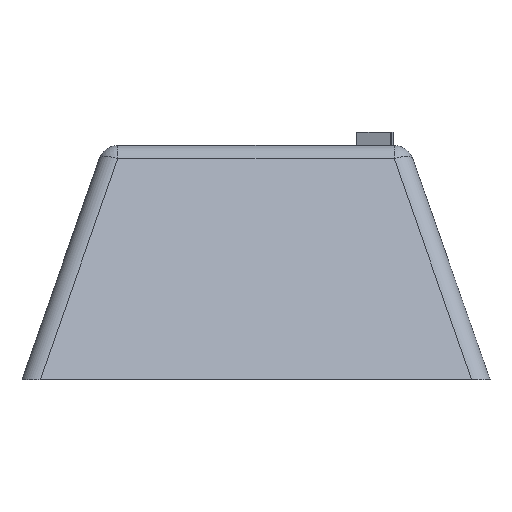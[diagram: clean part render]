
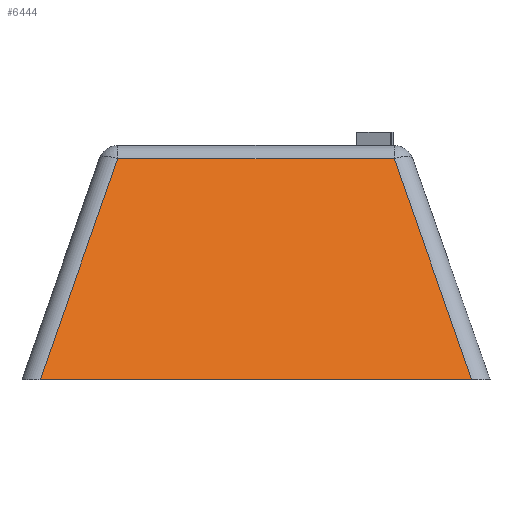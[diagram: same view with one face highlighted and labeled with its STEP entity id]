
A CAD part, left-side view. The second image highlights one B-rep face of the part: STEP entity #6444.
In plain terms, the highlighted planar face has unit normal (-0.944, 0, 0.33).
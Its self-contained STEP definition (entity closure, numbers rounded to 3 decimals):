
#929=FACE_OUTER_BOUND('',#1298,.T.);
#1298=EDGE_LOOP('',(#5912,#5913,#5914,#5915));
#1871=LINE('',#11736,#2453);
#1873=LINE('',#11742,#2455);
#1876=LINE('',#11751,#2458);
#1882=LINE('',#11766,#2464);
#2453=VECTOR('',#7644,10.);
#2455=VECTOR('',#7650,10.);
#2458=VECTOR('',#7661,10.);
#2464=VECTOR('',#7677,10.);
#3084=VERTEX_POINT('',#11724);
#3087=VERTEX_POINT('',#11732);
#3088=VERTEX_POINT('',#11738);
#3091=VERTEX_POINT('',#11749);
#4025=EDGE_CURVE('',#3084,#3087,#1871,.T.);
#4028=EDGE_CURVE('',#3087,#3088,#1873,.T.);
#4032=EDGE_CURVE('',#3091,#3084,#1876,.T.);
#4040=EDGE_CURVE('',#3091,#3088,#1882,.T.);
#5912=ORIENTED_EDGE('',*,*,#4028,.F.);
#5913=ORIENTED_EDGE('',*,*,#4025,.F.);
#5914=ORIENTED_EDGE('',*,*,#4032,.F.);
#5915=ORIENTED_EDGE('',*,*,#4040,.T.);
#6098=PLANE('',#6672);
#6444=ADVANCED_FACE('',(#929),#6098,.T.);
#6672=AXIS2_PLACEMENT_3D('',#11765,#7675,#7676);
#7644=DIRECTION('',(0.,-1.,0.));
#7650=DIRECTION('',(-0.314,-0.314,-0.896));
#7661=DIRECTION('',(0.314,-0.314,0.896));
#7675=DIRECTION('center_axis',(-0.944,0.,0.33));
#7676=DIRECTION('ref_axis',(0.,1.,0.));
#7677=DIRECTION('',(0.,-1.,0.));
#11724=CARTESIAN_POINT('',(-130.026,5.318,8.498));
#11732=CARTESIAN_POINT('',(-130.026,-5.318,8.498));
#11736=CARTESIAN_POINT('',(-130.026,2.75,8.498));
#11738=CARTESIAN_POINT('',(-133.,-8.292,0.));
#11742=CARTESIAN_POINT('',(-129.028,-4.321,11.347));
#11749=CARTESIAN_POINT('',(-133.,8.292,0.));
#11751=CARTESIAN_POINT('',(-129.028,4.321,11.347));
#11765=CARTESIAN_POINT('Origin',(-129.5,5.5,10.));
#11766=CARTESIAN_POINT('',(-133.,-5.5,0.));
